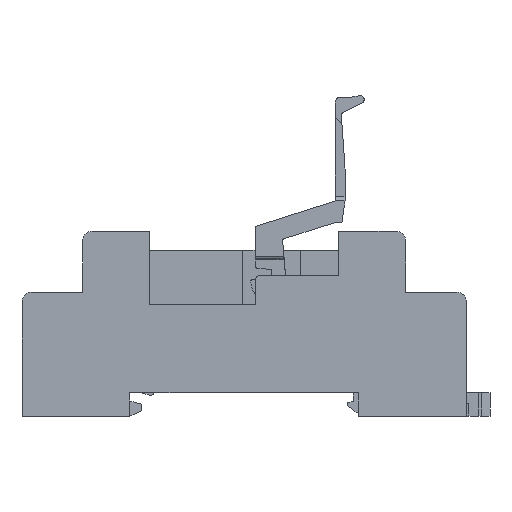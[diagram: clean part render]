
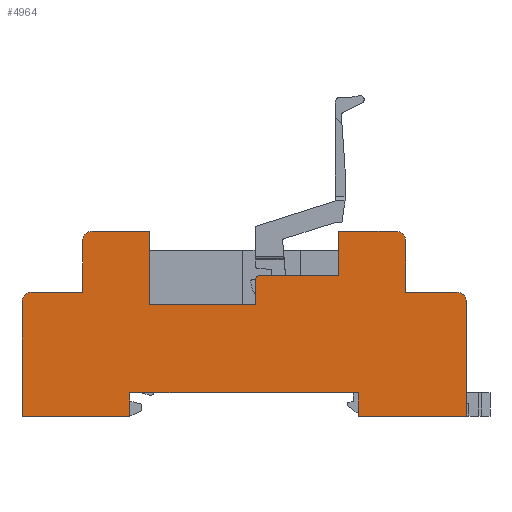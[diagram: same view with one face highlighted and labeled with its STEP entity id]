
A CAD part, left-side view. The second image highlights one B-rep face of the part: STEP entity #4964.
In plain terms, the highlighted planar face has unit normal (-1, 0, 0).
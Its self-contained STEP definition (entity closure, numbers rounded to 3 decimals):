
#4792=AXIS2_PLACEMENT_3D('Plane Axis2P3D',#4789,#4790,#4791) ;
#4796=AXIS2_PLACEMENT_3D('Circle Axis2P3D',#4794,#4795,$) ;
#4817=AXIS2_PLACEMENT_3D('Circle Axis2P3D',#4815,#4816,$) ;
#4873=AXIS2_PLACEMENT_3D('Circle Axis2P3D',#4871,#4872,$) ;
#4894=AXIS2_PLACEMENT_3D('Circle Axis2P3D',#4892,#4893,$) ;
#4922=AXIS2_PLACEMENT_3D('Circle Axis2P3D',#4920,#4921,$) ;
#4360=CARTESIAN_POINT('Vertex',(0.,62.3,29.)) ;
#4363=CARTESIAN_POINT('Line Origine',(0.,57.8,29.)) ;
#4367=CARTESIAN_POINT('Vertex',(0.,53.3,29.)) ;
#4721=CARTESIAN_POINT('Line Origine',(0.,53.3,23.25)) ;
#4725=CARTESIAN_POINT('Vertex',(0.,53.3,17.5)) ;
#4789=CARTESIAN_POINT('Axis2P3D Location',(0.,36.2,21.5)) ;
#4794=CARTESIAN_POINT('Axis2P3D Location',(0.,62.3,27.5)) ;
#4798=CARTESIAN_POINT('Vertex',(0.,63.8,27.5)) ;
#4801=CARTESIAN_POINT('Line Origine',(0.,63.8,23.475)) ;
#4805=CARTESIAN_POINT('Vertex',(0.,63.8,19.45)) ;
#4808=CARTESIAN_POINT('Line Origine',(0.,67.8,19.45)) ;
#4812=CARTESIAN_POINT('Vertex',(0.,71.8,19.45)) ;
#4815=CARTESIAN_POINT('Axis2P3D Location',(0.,71.8,17.95)) ;
#4819=CARTESIAN_POINT('Vertex',(0.,73.3,17.95)) ;
#4822=CARTESIAN_POINT('Line Origine',(0.,73.3,8.975)) ;
#4826=CARTESIAN_POINT('Vertex',(0.,73.3,0.)) ;
#4829=CARTESIAN_POINT('Line Origine',(0.,64.85,0.)) ;
#4833=CARTESIAN_POINT('Vertex',(0.,56.4,0.)) ;
#4836=CARTESIAN_POINT('Line Origine',(0.,56.4,1.85)) ;
#4840=CARTESIAN_POINT('Vertex',(0.,56.4,3.7)) ;
#4843=CARTESIAN_POINT('Line Origine',(0.,38.5,3.7)) ;
#4847=CARTESIAN_POINT('Vertex',(0.,20.6,3.7)) ;
#4850=CARTESIAN_POINT('Line Origine',(0.,20.6,1.85)) ;
#4854=CARTESIAN_POINT('Vertex',(0.,20.6,0.)) ;
#4857=CARTESIAN_POINT('Line Origine',(0.,12.15,0.)) ;
#4861=CARTESIAN_POINT('Vertex',(0.,3.7,0.)) ;
#4864=CARTESIAN_POINT('Line Origine',(0.,3.7,8.975)) ;
#4868=CARTESIAN_POINT('Vertex',(0.,3.7,17.95)) ;
#4871=CARTESIAN_POINT('Axis2P3D Location',(0.,5.2,17.95)) ;
#4875=CARTESIAN_POINT('Vertex',(0.,5.2,19.45)) ;
#4878=CARTESIAN_POINT('Line Origine',(0.,9.2,19.45)) ;
#4882=CARTESIAN_POINT('Vertex',(0.,13.2,19.45)) ;
#4885=CARTESIAN_POINT('Line Origine',(0.,13.2,23.475)) ;
#4889=CARTESIAN_POINT('Vertex',(0.,13.2,27.5)) ;
#4892=CARTESIAN_POINT('Axis2P3D Location',(0.,14.7,27.5)) ;
#4896=CARTESIAN_POINT('Vertex',(0.,14.7,29.)) ;
#4899=CARTESIAN_POINT('Line Origine',(0.,19.2,29.)) ;
#4903=CARTESIAN_POINT('Vertex',(0.,23.7,29.)) ;
#4906=CARTESIAN_POINT('Line Origine',(0.,23.7,25.5)) ;
#4910=CARTESIAN_POINT('Vertex',(0.,23.7,22.)) ;
#4913=CARTESIAN_POINT('Line Origine',(0.,29.95,22.)) ;
#4917=CARTESIAN_POINT('Vertex',(0.,36.2,22.)) ;
#4920=CARTESIAN_POINT('Axis2P3D Location',(0.,36.2,21.5)) ;
#4924=CARTESIAN_POINT('Vertex',(0.,36.7,21.5)) ;
#4927=CARTESIAN_POINT('Line Origine',(0.,36.7,19.5)) ;
#4931=CARTESIAN_POINT('Vertex',(0.,36.7,17.5)) ;
#4934=CARTESIAN_POINT('Line Origine',(0.,45.,17.5)) ;
#4364=DIRECTION('Vector Direction',(0.,-1.,0.)) ;
#4722=DIRECTION('Vector Direction',(0.,0.,-1.)) ;
#4790=DIRECTION('Axis2P3D Direction',(-1.,0.,0.)) ;
#4791=DIRECTION('Axis2P3D XDirection',(0.,-1.,0.)) ;
#4795=DIRECTION('Axis2P3D Direction',(-1.,0.,0.)) ;
#4802=DIRECTION('Vector Direction',(0.,0.,1.)) ;
#4809=DIRECTION('Vector Direction',(0.,-1.,0.)) ;
#4816=DIRECTION('Axis2P3D Direction',(-1.,0.,0.)) ;
#4823=DIRECTION('Vector Direction',(0.,0.,1.)) ;
#4830=DIRECTION('Vector Direction',(0.,1.,0.)) ;
#4837=DIRECTION('Vector Direction',(0.,0.,1.)) ;
#4844=DIRECTION('Vector Direction',(0.,-1.,0.)) ;
#4851=DIRECTION('Vector Direction',(0.,0.,-1.)) ;
#4858=DIRECTION('Vector Direction',(0.,-1.,0.)) ;
#4865=DIRECTION('Vector Direction',(0.,0.,-1.)) ;
#4872=DIRECTION('Axis2P3D Direction',(-1.,0.,0.)) ;
#4879=DIRECTION('Vector Direction',(0.,-1.,0.)) ;
#4886=DIRECTION('Vector Direction',(0.,0.,-1.)) ;
#4893=DIRECTION('Axis2P3D Direction',(-1.,0.,0.)) ;
#4900=DIRECTION('Vector Direction',(0.,1.,0.)) ;
#4907=DIRECTION('Vector Direction',(0.,0.,-1.)) ;
#4914=DIRECTION('Vector Direction',(0.,-1.,0.)) ;
#4921=DIRECTION('Axis2P3D Direction',(-1.,0.,0.)) ;
#4928=DIRECTION('Vector Direction',(0.,0.,1.)) ;
#4935=DIRECTION('Vector Direction',(0.,-1.,0.)) ;
#4365=VECTOR('Line Direction',#4364,1.) ;
#4723=VECTOR('Line Direction',#4722,1.) ;
#4803=VECTOR('Line Direction',#4802,1.) ;
#4810=VECTOR('Line Direction',#4809,1.) ;
#4824=VECTOR('Line Direction',#4823,1.) ;
#4831=VECTOR('Line Direction',#4830,1.) ;
#4838=VECTOR('Line Direction',#4837,1.) ;
#4845=VECTOR('Line Direction',#4844,1.) ;
#4852=VECTOR('Line Direction',#4851,1.) ;
#4859=VECTOR('Line Direction',#4858,1.) ;
#4866=VECTOR('Line Direction',#4865,1.) ;
#4880=VECTOR('Line Direction',#4879,1.) ;
#4887=VECTOR('Line Direction',#4886,1.) ;
#4901=VECTOR('Line Direction',#4900,1.) ;
#4908=VECTOR('Line Direction',#4907,1.) ;
#4915=VECTOR('Line Direction',#4914,1.) ;
#4929=VECTOR('Line Direction',#4928,1.) ;
#4936=VECTOR('Line Direction',#4935,1.) ;
#4940=ORIENTED_EDGE('',*,*,#4727,.T.) ;
#4941=ORIENTED_EDGE('',*,*,#4369,.F.) ;
#4942=ORIENTED_EDGE('',*,*,#4800,.T.) ;
#4943=ORIENTED_EDGE('',*,*,#4807,.T.) ;
#4944=ORIENTED_EDGE('',*,*,#4814,.F.) ;
#4945=ORIENTED_EDGE('',*,*,#4821,.T.) ;
#4946=ORIENTED_EDGE('',*,*,#4828,.T.) ;
#4947=ORIENTED_EDGE('',*,*,#4835,.F.) ;
#4948=ORIENTED_EDGE('',*,*,#4842,.T.) ;
#4949=ORIENTED_EDGE('',*,*,#4849,.T.) ;
#4950=ORIENTED_EDGE('',*,*,#4856,.F.) ;
#4951=ORIENTED_EDGE('',*,*,#4863,.F.) ;
#4952=ORIENTED_EDGE('',*,*,#4870,.T.) ;
#4953=ORIENTED_EDGE('',*,*,#4877,.T.) ;
#4954=ORIENTED_EDGE('',*,*,#4884,.F.) ;
#4955=ORIENTED_EDGE('',*,*,#4891,.T.) ;
#4956=ORIENTED_EDGE('',*,*,#4898,.T.) ;
#4957=ORIENTED_EDGE('',*,*,#4905,.T.) ;
#4958=ORIENTED_EDGE('',*,*,#4912,.T.) ;
#4959=ORIENTED_EDGE('',*,*,#4919,.T.) ;
#4960=ORIENTED_EDGE('',*,*,#4926,.T.) ;
#4961=ORIENTED_EDGE('',*,*,#4933,.T.) ;
#4962=ORIENTED_EDGE('',*,*,#4938,.T.) ;
#4964=ADVANCED_FACE('SOCKEL',(#4963),#4793,.T.) ;
#4797=CIRCLE('generated circle',#4796,1.5) ;
#4818=CIRCLE('generated circle',#4817,1.5) ;
#4874=CIRCLE('generated circle',#4873,1.5) ;
#4895=CIRCLE('generated circle',#4894,1.5) ;
#4923=CIRCLE('generated circle',#4922,0.5) ;
#4369=EDGE_CURVE('',#4361,#4368,#4366,.T.) ;
#4727=EDGE_CURVE('',#4726,#4368,#4724,.F.) ;
#4800=EDGE_CURVE('',#4361,#4799,#4797,.T.) ;
#4807=EDGE_CURVE('',#4799,#4806,#4804,.F.) ;
#4814=EDGE_CURVE('',#4813,#4806,#4811,.T.) ;
#4821=EDGE_CURVE('',#4813,#4820,#4818,.T.) ;
#4828=EDGE_CURVE('',#4820,#4827,#4825,.F.) ;
#4835=EDGE_CURVE('',#4834,#4827,#4832,.T.) ;
#4842=EDGE_CURVE('',#4834,#4841,#4839,.T.) ;
#4849=EDGE_CURVE('',#4841,#4848,#4846,.T.) ;
#4856=EDGE_CURVE('',#4855,#4848,#4853,.F.) ;
#4863=EDGE_CURVE('',#4862,#4855,#4860,.F.) ;
#4870=EDGE_CURVE('',#4862,#4869,#4867,.F.) ;
#4877=EDGE_CURVE('',#4869,#4876,#4874,.T.) ;
#4884=EDGE_CURVE('',#4883,#4876,#4881,.T.) ;
#4891=EDGE_CURVE('',#4883,#4890,#4888,.F.) ;
#4898=EDGE_CURVE('',#4890,#4897,#4895,.T.) ;
#4905=EDGE_CURVE('',#4897,#4904,#4902,.T.) ;
#4912=EDGE_CURVE('',#4904,#4911,#4909,.T.) ;
#4919=EDGE_CURVE('',#4911,#4918,#4916,.F.) ;
#4926=EDGE_CURVE('',#4918,#4925,#4923,.T.) ;
#4933=EDGE_CURVE('',#4925,#4932,#4930,.F.) ;
#4938=EDGE_CURVE('',#4932,#4726,#4937,.F.) ;
#4939=EDGE_LOOP('',(#4940,#4941,#4942,#4943,#4944,#4945,#4946,#4947,#4948,#4949,#4950,#4951,#4952,#4953,#4954,#4955,#4956,#4957,#4958,#4959,#4960,#4961,#4962)) ;
#4963=FACE_OUTER_BOUND('',#4939,.T.) ;
#4366=LINE('Line',#4363,#4365) ;
#4724=LINE('Line',#4721,#4723) ;
#4804=LINE('Line',#4801,#4803) ;
#4811=LINE('Line',#4808,#4810) ;
#4825=LINE('Line',#4822,#4824) ;
#4832=LINE('Line',#4829,#4831) ;
#4839=LINE('Line',#4836,#4838) ;
#4846=LINE('Line',#4843,#4845) ;
#4853=LINE('Line',#4850,#4852) ;
#4860=LINE('Line',#4857,#4859) ;
#4867=LINE('Line',#4864,#4866) ;
#4881=LINE('Line',#4878,#4880) ;
#4888=LINE('Line',#4885,#4887) ;
#4902=LINE('Line',#4899,#4901) ;
#4909=LINE('Line',#4906,#4908) ;
#4916=LINE('Line',#4913,#4915) ;
#4930=LINE('Line',#4927,#4929) ;
#4937=LINE('Line',#4934,#4936) ;
#4793=PLANE('',#4792) ;
#4361=VERTEX_POINT('',#4360) ;
#4368=VERTEX_POINT('',#4367) ;
#4726=VERTEX_POINT('',#4725) ;
#4799=VERTEX_POINT('',#4798) ;
#4806=VERTEX_POINT('',#4805) ;
#4813=VERTEX_POINT('',#4812) ;
#4820=VERTEX_POINT('',#4819) ;
#4827=VERTEX_POINT('',#4826) ;
#4834=VERTEX_POINT('',#4833) ;
#4841=VERTEX_POINT('',#4840) ;
#4848=VERTEX_POINT('',#4847) ;
#4855=VERTEX_POINT('',#4854) ;
#4862=VERTEX_POINT('',#4861) ;
#4869=VERTEX_POINT('',#4868) ;
#4876=VERTEX_POINT('',#4875) ;
#4883=VERTEX_POINT('',#4882) ;
#4890=VERTEX_POINT('',#4889) ;
#4897=VERTEX_POINT('',#4896) ;
#4904=VERTEX_POINT('',#4903) ;
#4911=VERTEX_POINT('',#4910) ;
#4918=VERTEX_POINT('',#4917) ;
#4925=VERTEX_POINT('',#4924) ;
#4932=VERTEX_POINT('',#4931) ;
